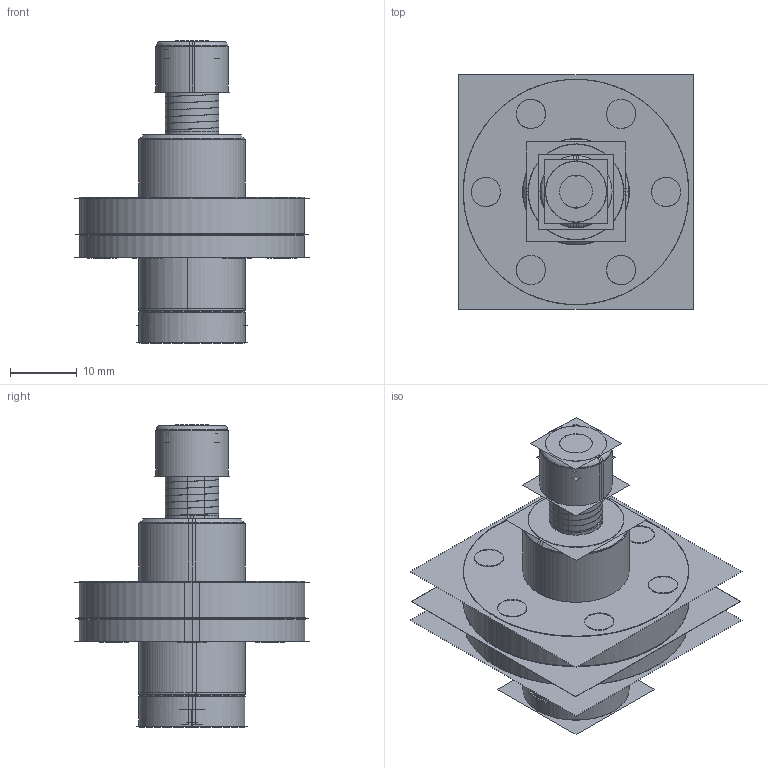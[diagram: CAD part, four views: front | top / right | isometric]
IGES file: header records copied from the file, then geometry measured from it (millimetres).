
Start section:  PTC IGES file: 193320.igs
Global section: file name: 193320.igs; native system: Creo Parametric by Parametric Technology Corporation; preprocessor: 2013230; author: pdmadmin; organization: Unknown; date: 20160210.101843; units: millimetre
Bounding box: 35.13 x 35.13 x 45.2 mm (x, y, z)
Volume: 10848.8 mm3; surface area: 68473.3 mm2
Topology: 10 solids, 14 shells, 526 faces, 2734 edges, 3544 vertices
Faces by surface type: revolution 388, bspline 138
